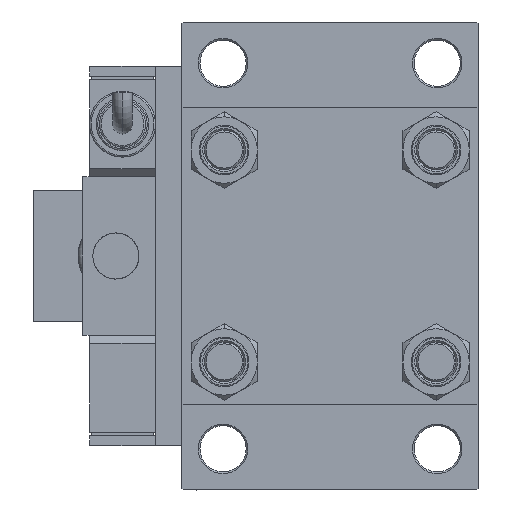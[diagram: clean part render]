
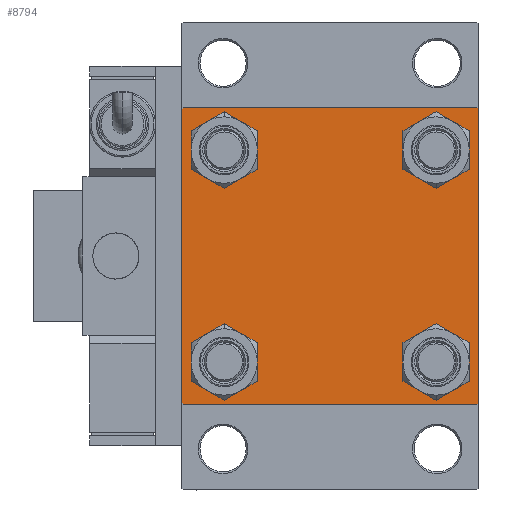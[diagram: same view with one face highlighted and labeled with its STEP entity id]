
A CAD part, left-side view. The second image highlights one B-rep face of the part: STEP entity #8794.
In plain terms, the highlighted planar face has unit normal (-1, 0, 0).
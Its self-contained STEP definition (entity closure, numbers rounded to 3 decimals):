
#1006 = AXIS2_PLACEMENT_3D ( 'NONE', #9656, #46107, #26416 ) ;
#2150 = CARTESIAN_POINT ( 'NONE',  ( 0., 32.15, 38.65 ) ) ;
#2621 = EDGE_CURVE ( 'NONE', #14389, #43328, #5816, .T. ) ;
#3863 = EDGE_LOOP ( 'NONE', ( #52169, #44825 ) ) ;
#4072 = CARTESIAN_POINT ( 'NONE',  ( 0., 32.15, -32.15 ) ) ;
#4490 = CARTESIAN_POINT ( 'NONE',  ( 0., -32.15, -25.65 ) ) ;
#4657 = EDGE_CURVE ( 'NONE', #43328, #14389, #15389, .T. ) ;
#4874 = FACE_BOUND ( 'NONE', #35711, .T. ) ;
#4948 = EDGE_CURVE ( 'NONE', #15499, #39753, #49790, .T. ) ;
#5074 = CARTESIAN_POINT ( 'NONE',  ( 0., -32.15, 32.15 ) ) ;
#5185 = ORIENTED_EDGE ( 'NONE', *, *, #44697, .T. ) ;
#5293 = DIRECTION ( 'NONE',  ( 0., -0.707, 0.707 ) ) ;
#5782 = EDGE_LOOP ( 'NONE', ( #11037, #39099 ) ) ;
#5816 = CIRCLE ( 'NONE', #42050, 6.5 ) ;
#7179 = ORIENTED_EDGE ( 'NONE', *, *, #41795, .T. ) ;
#7368 = VECTOR ( 'NONE', #17210, 1000. ) ;
#8418 = ORIENTED_EDGE ( 'NONE', *, *, #35662, .F. ) ;
#8794 = ADVANCED_FACE ( 'NONE', ( #20822, #37284, #4874, #25147, #46179 ), #38092, .T. ) ;
#8954 = VERTEX_POINT ( 'NONE', #43471 ) ;
#9194 = DIRECTION ( 'NONE',  ( 0., 0., 1. ) ) ;
#9597 = CIRCLE ( 'NONE', #1006, 6.5 ) ;
#9656 = CARTESIAN_POINT ( 'NONE',  ( 0., -32.15, -32.15 ) ) ;
#9834 = DIRECTION ( 'NONE',  ( 0., 0., 1. ) ) ;
#10258 = ORIENTED_EDGE ( 'NONE', *, *, #40092, .T. ) ;
#10452 = EDGE_CURVE ( 'NONE', #39753, #53333, #35919, .T. ) ;
#10833 = CARTESIAN_POINT ( 'NONE',  ( 0., -45., 45. ) ) ;
#11037 = ORIENTED_EDGE ( 'NONE', *, *, #4657, .T. ) ;
#11936 = VECTOR ( 'NONE', #41434, 1000. ) ;
#12001 = CARTESIAN_POINT ( 'NONE',  ( 0., 45., 45. ) ) ;
#12391 = DIRECTION ( 'NONE',  ( 0., -0.707, -0.707 ) ) ;
#12993 = DIRECTION ( 'NONE',  ( 1., 0., 0. ) ) ;
#13519 = CARTESIAN_POINT ( 'NONE',  ( 0., 0., 0. ) ) ;
#13948 = VECTOR ( 'NONE', #47173, 1000. ) ;
#14056 = CARTESIAN_POINT ( 'NONE',  ( 0., 32.15, -38.65 ) ) ;
#14110 = EDGE_CURVE ( 'NONE', #41738, #23924, #9597, .T. ) ;
#14389 = VERTEX_POINT ( 'NONE', #35705 ) ;
#14635 = DIRECTION ( 'NONE',  ( 0., 0., -1. ) ) ;
#14855 = EDGE_CURVE ( 'NONE', #30596, #15499, #20757, .T. ) ;
#15389 = CIRCLE ( 'NONE', #19700, 6.5 ) ;
#15499 = VERTEX_POINT ( 'NONE', #30550 ) ;
#15635 = ORIENTED_EDGE ( 'NONE', *, *, #19421, .F. ) ;
#15858 = DIRECTION ( 'NONE',  ( 1., 0., 0. ) ) ;
#16085 = AXIS2_PLACEMENT_3D ( 'NONE', #44128, #16301, #23616 ) ;
#16094 = CARTESIAN_POINT ( 'NONE',  ( 0., -32.15, -32.15 ) ) ;
#16301 = DIRECTION ( 'NONE',  ( 1., 0., 0. ) ) ;
#16359 = DIRECTION ( 'NONE',  ( 0., 0., 1. ) ) ;
#16483 = CIRCLE ( 'NONE', #46660, 6.5 ) ;
#16687 = AXIS2_PLACEMENT_3D ( 'NONE', #22820, #39283, #35248 ) ;
#17210 = DIRECTION ( 'NONE',  ( 0., -1., 0. ) ) ;
#18967 = ORIENTED_EDGE ( 'NONE', *, *, #34269, .T. ) ;
#19421 = EDGE_CURVE ( 'NONE', #48865, #52340, #23513, .T. ) ;
#19464 = DIRECTION ( 'NONE',  ( 0., -1., 0. ) ) ;
#19700 = AXIS2_PLACEMENT_3D ( 'NONE', #31565, #15858, #43695 ) ;
#20058 = CARTESIAN_POINT ( 'NONE',  ( 0., 32.15, 25.65 ) ) ;
#20068 = EDGE_CURVE ( 'NONE', #32366, #36066, #16483, .T. ) ;
#20757 = LINE ( 'NONE', #24804, #38941 ) ;
#20822 = FACE_BOUND ( 'NONE', #5782, .T. ) ;
#20902 = CARTESIAN_POINT ( 'NONE',  ( 0., -44.5, 45. ) ) ;
#21363 = DIRECTION ( 'NONE',  ( 0., 0., 1. ) ) ;
#21562 = DIRECTION ( 'NONE',  ( 0., 0.707, -0.707 ) ) ;
#22143 = CIRCLE ( 'NONE', #16085, 6.5 ) ;
#22267 = ORIENTED_EDGE ( 'NONE', *, *, #14110, .T. ) ;
#22511 = VERTEX_POINT ( 'NONE', #14056 ) ;
#22820 = CARTESIAN_POINT ( 'NONE',  ( 0., 32.15, -32.15 ) ) ;
#23513 = LINE ( 'NONE', #10833, #48351 ) ;
#23616 = DIRECTION ( 'NONE',  ( 0., 0., 1. ) ) ;
#23924 = VERTEX_POINT ( 'NONE', #30957 ) ;
#24066 = EDGE_CURVE ( 'NONE', #48865, #47895, #27478, .T. ) ;
#24244 = EDGE_CURVE ( 'NONE', #23924, #41738, #30348, .T. ) ;
#24804 = CARTESIAN_POINT ( 'NONE',  ( 0., 44.75, 44.75 ) ) ;
#25147 = FACE_BOUND ( 'NONE', #3863, .T. ) ;
#25201 = ORIENTED_EDGE ( 'NONE', *, *, #4948, .T. ) ;
#25890 = CARTESIAN_POINT ( 'NONE',  ( 0., 45., -44.5 ) ) ;
#26152 = DIRECTION ( 'NONE',  ( 0., 0., 1. ) ) ;
#26416 = DIRECTION ( 'NONE',  ( 0., 0., 1. ) ) ;
#27478 = LINE ( 'NONE', #30733, #13948 ) ;
#30007 = DIRECTION ( 'NONE',  ( -1., 0., 0. ) ) ;
#30108 = DIRECTION ( 'NONE',  ( 1., 0., 0. ) ) ;
#30177 = CARTESIAN_POINT ( 'NONE',  ( 0., 45., 45. ) ) ;
#30197 = EDGE_LOOP ( 'NONE', ( #25201, #38260, #18967, #7179, #15635, #45904, #8418, #31843 ) ) ;
#30348 = CIRCLE ( 'NONE', #44953, 6.5 ) ;
#30550 = CARTESIAN_POINT ( 'NONE',  ( 0., 45., 44.5 ) ) ;
#30596 = VERTEX_POINT ( 'NONE', #48565 ) ;
#30733 = CARTESIAN_POINT ( 'NONE',  ( 0., -44.75, 44.75 ) ) ;
#30957 = CARTESIAN_POINT ( 'NONE',  ( 0., -32.15, -38.65 ) ) ;
#31565 = CARTESIAN_POINT ( 'NONE',  ( 0., -32.15, 32.15 ) ) ;
#31843 = ORIENTED_EDGE ( 'NONE', *, *, #14855, .T. ) ;
#32290 = VERTEX_POINT ( 'NONE', #38460 ) ;
#32366 = VERTEX_POINT ( 'NONE', #20058 ) ;
#32590 = AXIS2_PLACEMENT_3D ( 'NONE', #4072, #12993, #21363 ) ;
#33082 = CIRCLE ( 'NONE', #16687, 6.5 ) ;
#34269 = EDGE_CURVE ( 'NONE', #53333, #8954, #40957, .T. ) ;
#35194 = ORIENTED_EDGE ( 'NONE', *, *, #24244, .T. ) ;
#35248 = DIRECTION ( 'NONE',  ( 0., 0., 1. ) ) ;
#35662 = EDGE_CURVE ( 'NONE', #30596, #47895, #49866, .T. ) ;
#35705 = CARTESIAN_POINT ( 'NONE',  ( 0., -32.15, 25.65 ) ) ;
#35711 = EDGE_LOOP ( 'NONE', ( #10258, #5185 ) ) ;
#35919 = LINE ( 'NONE', #36440, #51736 ) ;
#36066 = VERTEX_POINT ( 'NONE', #2150 ) ;
#36440 = CARTESIAN_POINT ( 'NONE',  ( 0., 44.75, -44.75 ) ) ;
#36455 = VECTOR ( 'NONE', #5293, 1000. ) ;
#37284 = FACE_BOUND ( 'NONE', #43854, .T. ) ;
#38092 = PLANE ( 'NONE',  #43867 ) ;
#38260 = ORIENTED_EDGE ( 'NONE', *, *, #10452, .T. ) ;
#38460 = CARTESIAN_POINT ( 'NONE',  ( 0., 32.15, -25.65 ) ) ;
#38580 = EDGE_CURVE ( 'NONE', #36066, #32366, #22143, .T. ) ;
#38941 = VECTOR ( 'NONE', #21562, 1000. ) ;
#39099 = ORIENTED_EDGE ( 'NONE', *, *, #2621, .T. ) ;
#39283 = DIRECTION ( 'NONE',  ( 1., 0., 0. ) ) ;
#39753 = VERTEX_POINT ( 'NONE', #25890 ) ;
#39976 = CARTESIAN_POINT ( 'NONE',  ( 0., 45., -45. ) ) ;
#40092 = EDGE_CURVE ( 'NONE', #32290, #22511, #53268, .T. ) ;
#40957 = LINE ( 'NONE', #39976, #45213 ) ;
#41434 = DIRECTION ( 'NONE',  ( 0., 0., -1. ) ) ;
#41738 = VERTEX_POINT ( 'NONE', #4490 ) ;
#41795 = EDGE_CURVE ( 'NONE', #8954, #52340, #51461, .T. ) ;
#42050 = AXIS2_PLACEMENT_3D ( 'NONE', #5074, #42596, #26152 ) ;
#42596 = DIRECTION ( 'NONE',  ( 1., 0., 0. ) ) ;
#43091 = CARTESIAN_POINT ( 'NONE',  ( 0., -44.75, -44.75 ) ) ;
#43328 = VERTEX_POINT ( 'NONE', #50406 ) ;
#43471 = CARTESIAN_POINT ( 'NONE',  ( 0., -44.5, -45. ) ) ;
#43695 = DIRECTION ( 'NONE',  ( 0., 0., 1. ) ) ;
#43854 = EDGE_LOOP ( 'NONE', ( #22267, #35194 ) ) ;
#43867 = AXIS2_PLACEMENT_3D ( 'NONE', #13519, #30007, #9194 ) ;
#44128 = CARTESIAN_POINT ( 'NONE',  ( 0., 32.15, 32.15 ) ) ;
#44697 = EDGE_CURVE ( 'NONE', #22511, #32290, #33082, .T. ) ;
#44825 = ORIENTED_EDGE ( 'NONE', *, *, #20068, .T. ) ;
#44953 = AXIS2_PLACEMENT_3D ( 'NONE', #16094, #45233, #16359 ) ;
#45213 = VECTOR ( 'NONE', #19464, 1000. ) ;
#45233 = DIRECTION ( 'NONE',  ( 1., 0., 0. ) ) ;
#45904 = ORIENTED_EDGE ( 'NONE', *, *, #24066, .T. ) ;
#46107 = DIRECTION ( 'NONE',  ( 1., 0., 0. ) ) ;
#46179 = FACE_OUTER_BOUND ( 'NONE', #30197, .T. ) ;
#46660 = AXIS2_PLACEMENT_3D ( 'NONE', #46805, #30108, #9834 ) ;
#46805 = CARTESIAN_POINT ( 'NONE',  ( 0., 32.15, 32.15 ) ) ;
#47173 = DIRECTION ( 'NONE',  ( 0., 0.707, 0.707 ) ) ;
#47895 = VERTEX_POINT ( 'NONE', #20902 ) ;
#48351 = VECTOR ( 'NONE', #14635, 1000. ) ;
#48565 = CARTESIAN_POINT ( 'NONE',  ( 0., 44.5, 45. ) ) ;
#48865 = VERTEX_POINT ( 'NONE', #51673 ) ;
#49790 = LINE ( 'NONE', #12001, #11936 ) ;
#49866 = LINE ( 'NONE', #30177, #7368 ) ;
#50406 = CARTESIAN_POINT ( 'NONE',  ( 0., -32.15, 38.65 ) ) ;
#51075 = CARTESIAN_POINT ( 'NONE',  ( 0., -45., -44.5 ) ) ;
#51461 = LINE ( 'NONE', #43091, #36455 ) ;
#51673 = CARTESIAN_POINT ( 'NONE',  ( 0., -45., 44.5 ) ) ;
#51736 = VECTOR ( 'NONE', #12391, 1000. ) ;
#52169 = ORIENTED_EDGE ( 'NONE', *, *, #38580, .T. ) ;
#52340 = VERTEX_POINT ( 'NONE', #51075 ) ;
#52927 = CARTESIAN_POINT ( 'NONE',  ( 0., 44.5, -45. ) ) ;
#53268 = CIRCLE ( 'NONE', #32590, 6.5 ) ;
#53333 = VERTEX_POINT ( 'NONE', #52927 ) ;
